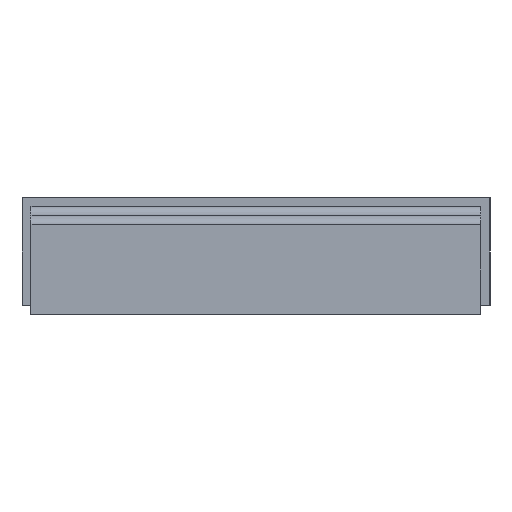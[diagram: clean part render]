
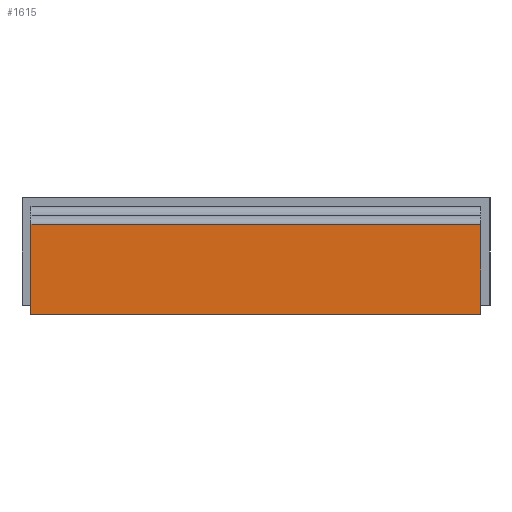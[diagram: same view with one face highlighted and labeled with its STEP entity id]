
A CAD part, left-side view. The second image highlights one B-rep face of the part: STEP entity #1615.
In plain terms, the highlighted planar face has unit normal (-1, 0, 0).
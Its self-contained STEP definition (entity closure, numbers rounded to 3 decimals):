
#392 = EDGE_CURVE('',#393,#395,#397,.T.);
#393 = VERTEX_POINT('',#394);
#394 = CARTESIAN_POINT('',(0.,0.,0.));
#395 = VERTEX_POINT('',#396);
#396 = CARTESIAN_POINT('',(0.,5.,0.));
#397 = SURFACE_CURVE('',#398,(#402,#414),.PCURVE_S1.);
#398 = LINE('',#399,#400);
#399 = CARTESIAN_POINT('',(0.,0.,0.));
#400 = VECTOR('',#401,1.);
#401 = DIRECTION('',(-0.,1.,0.));
#402 = PCURVE('',#403,#408);
#403 = PLANE('',#404);
#404 = AXIS2_PLACEMENT_3D('',#405,#406,#407);
#405 = CARTESIAN_POINT('',(0.,0.,0.));
#406 = DIRECTION('',(0.,0.,-1.));
#407 = DIRECTION('',(1.,0.,0.));
#408 = DEFINITIONAL_REPRESENTATION('',(#409),#413);
#409 = LINE('',#410,#411);
#410 = CARTESIAN_POINT('',(0.,0.));
#411 = VECTOR('',#412,1.);
#412 = DIRECTION('',(0.,-1.));
#413 = ( GEOMETRIC_REPRESENTATION_CONTEXT(2) 
PARAMETRIC_REPRESENTATION_CONTEXT() REPRESENTATION_CONTEXT('2D SPACE',''
  ) );
#414 = PCURVE('',#415,#420);
#415 = PLANE('',#416);
#416 = AXIS2_PLACEMENT_3D('',#417,#418,#419);
#417 = CARTESIAN_POINT('',(0.,0.,1.));
#418 = DIRECTION('',(-1.,-0.,0.));
#419 = DIRECTION('',(0.,0.,-1.));
#420 = DEFINITIONAL_REPRESENTATION('',(#421),#425);
#421 = LINE('',#422,#423);
#422 = CARTESIAN_POINT('',(1.,0.));
#423 = VECTOR('',#424,1.);
#424 = DIRECTION('',(0.,-1.));
#425 = ( GEOMETRIC_REPRESENTATION_CONTEXT(2) 
PARAMETRIC_REPRESENTATION_CONTEXT() REPRESENTATION_CONTEXT('2D SPACE',''
  ) );
#443 = PLANE('',#444);
#444 = AXIS2_PLACEMENT_3D('',#445,#446,#447);
#445 = CARTESIAN_POINT('',(27.5,5.,0.662));
#446 = DIRECTION('',(0.,1.,0.));
#447 = DIRECTION('',(0.,0.,1.));
#496 = PLANE('',#497);
#497 = AXIS2_PLACEMENT_3D('',#498,#499,#500);
#498 = CARTESIAN_POINT('',(27.5,0.,
    0.662));
#499 = DIRECTION('',(0.,1.,0.));
#500 = DIRECTION('',(0.,0.,1.));
#1482 = PLANE('',#1483);
#1483 = AXIS2_PLACEMENT_3D('',#1484,#1485,#1486);
#1484 = CARTESIAN_POINT('',(4.7,0.,1.));
#1485 = DIRECTION('',(0.,0.,1.));
#1486 = DIRECTION('',(-1.,-0.,0.));
#1550 = VERTEX_POINT('',#1551);
#1551 = CARTESIAN_POINT('',(0.,5.,1.));
#1572 = EDGE_CURVE('',#1573,#1550,#1575,.T.);
#1573 = VERTEX_POINT('',#1574);
#1574 = CARTESIAN_POINT('',(0.,0.,1.));
#1575 = SURFACE_CURVE('',#1576,(#1580,#1587),.PCURVE_S1.);
#1576 = LINE('',#1577,#1578);
#1577 = CARTESIAN_POINT('',(0.,0.,1.));
#1578 = VECTOR('',#1579,1.);
#1579 = DIRECTION('',(-0.,1.,0.));
#1580 = PCURVE('',#1482,#1581);
#1581 = DEFINITIONAL_REPRESENTATION('',(#1582),#1586);
#1582 = LINE('',#1583,#1584);
#1583 = CARTESIAN_POINT('',(4.7,0.));
#1584 = VECTOR('',#1585,1.);
#1585 = DIRECTION('',(0.,-1.));
#1586 = ( GEOMETRIC_REPRESENTATION_CONTEXT(2) 
PARAMETRIC_REPRESENTATION_CONTEXT() REPRESENTATION_CONTEXT('2D SPACE',''
  ) );
#1587 = PCURVE('',#415,#1588);
#1588 = DEFINITIONAL_REPRESENTATION('',(#1589),#1593);
#1589 = LINE('',#1590,#1591);
#1590 = CARTESIAN_POINT('',(0.,0.));
#1591 = VECTOR('',#1592,1.);
#1592 = DIRECTION('',(0.,-1.));
#1593 = ( GEOMETRIC_REPRESENTATION_CONTEXT(2) 
PARAMETRIC_REPRESENTATION_CONTEXT() REPRESENTATION_CONTEXT('2D SPACE',''
  ) );
#1615 = ADVANCED_FACE('',(#1616),#415,.T.);
#1616 = FACE_BOUND('',#1617,.T.);
#1617 = EDGE_LOOP('',(#1618,#1619,#1640,#1641));
#1618 = ORIENTED_EDGE('',*,*,#1572,.T.);
#1619 = ORIENTED_EDGE('',*,*,#1620,.T.);
#1620 = EDGE_CURVE('',#1550,#395,#1621,.T.);
#1621 = SURFACE_CURVE('',#1622,(#1626,#1633),.PCURVE_S1.);
#1622 = LINE('',#1623,#1624);
#1623 = CARTESIAN_POINT('',(0.,5.,1.));
#1624 = VECTOR('',#1625,1.);
#1625 = DIRECTION('',(0.,0.,-1.));
#1626 = PCURVE('',#415,#1627);
#1627 = DEFINITIONAL_REPRESENTATION('',(#1628),#1632);
#1628 = LINE('',#1629,#1630);
#1629 = CARTESIAN_POINT('',(0.,-5.));
#1630 = VECTOR('',#1631,1.);
#1631 = DIRECTION('',(1.,0.));
#1632 = ( GEOMETRIC_REPRESENTATION_CONTEXT(2) 
PARAMETRIC_REPRESENTATION_CONTEXT() REPRESENTATION_CONTEXT('2D SPACE',''
  ) );
#1633 = PCURVE('',#443,#1634);
#1634 = DEFINITIONAL_REPRESENTATION('',(#1635),#1639);
#1635 = LINE('',#1636,#1637);
#1636 = CARTESIAN_POINT('',(0.338,-27.5));
#1637 = VECTOR('',#1638,1.);
#1638 = DIRECTION('',(-1.,0.));
#1639 = ( GEOMETRIC_REPRESENTATION_CONTEXT(2) 
PARAMETRIC_REPRESENTATION_CONTEXT() REPRESENTATION_CONTEXT('2D SPACE',''
  ) );
#1640 = ORIENTED_EDGE('',*,*,#392,.F.);
#1641 = ORIENTED_EDGE('',*,*,#1642,.F.);
#1642 = EDGE_CURVE('',#1573,#393,#1643,.T.);
#1643 = SURFACE_CURVE('',#1644,(#1648,#1655),.PCURVE_S1.);
#1644 = LINE('',#1645,#1646);
#1645 = CARTESIAN_POINT('',(0.,0.,1.));
#1646 = VECTOR('',#1647,1.);
#1647 = DIRECTION('',(0.,0.,-1.));
#1648 = PCURVE('',#415,#1649);
#1649 = DEFINITIONAL_REPRESENTATION('',(#1650),#1654);
#1650 = LINE('',#1651,#1652);
#1651 = CARTESIAN_POINT('',(0.,0.));
#1652 = VECTOR('',#1653,1.);
#1653 = DIRECTION('',(1.,0.));
#1654 = ( GEOMETRIC_REPRESENTATION_CONTEXT(2) 
PARAMETRIC_REPRESENTATION_CONTEXT() REPRESENTATION_CONTEXT('2D SPACE',''
  ) );
#1655 = PCURVE('',#496,#1656);
#1656 = DEFINITIONAL_REPRESENTATION('',(#1657),#1661);
#1657 = LINE('',#1658,#1659);
#1658 = CARTESIAN_POINT('',(0.338,-27.5));
#1659 = VECTOR('',#1660,1.);
#1660 = DIRECTION('',(-1.,0.));
#1661 = ( GEOMETRIC_REPRESENTATION_CONTEXT(2) 
PARAMETRIC_REPRESENTATION_CONTEXT() REPRESENTATION_CONTEXT('2D SPACE',''
  ) );
